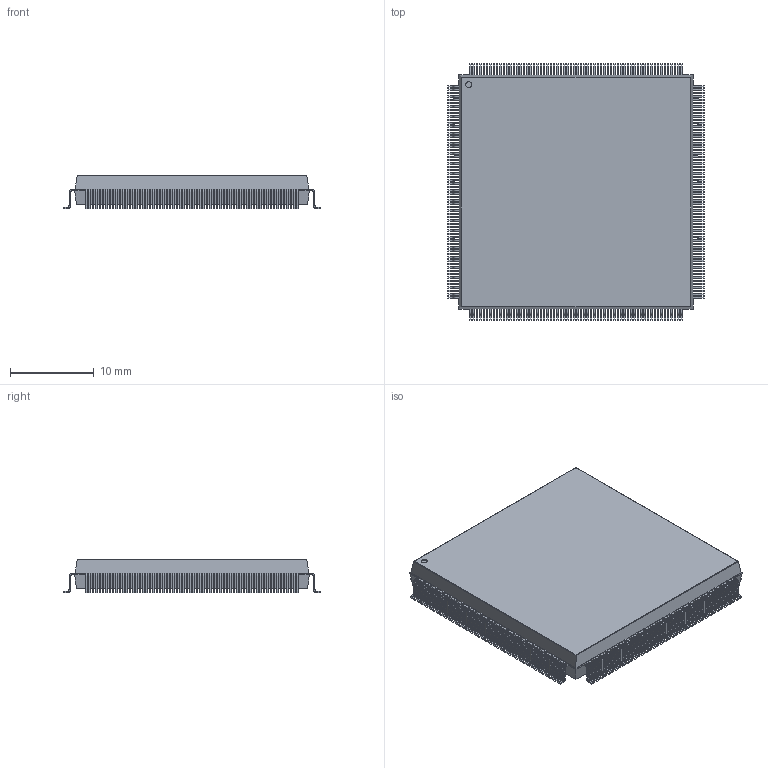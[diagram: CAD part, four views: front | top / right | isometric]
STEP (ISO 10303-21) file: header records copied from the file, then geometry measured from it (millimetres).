
FILE_DESCRIPTION(/* description */ ('model of PQFP-256_28x28mm_P0.4mm'),/* implementation_level */ '2;1');
FILE_NAME(/* name */ 'PQFP-256_28x28mm_P0.4mm.step',/* time_stamp */ '2017-12-17T21:56:53',/* author */ ('kicad StepUp','ksu'),/* organization */ ('FreeCAD'),/* preprocessor_version */ 'OCC',/* originating_system */ 'kicad StepUp',/* authorisation */ '');
FILE_SCHEMA(('AUTOMOTIVE_DESIGN { 1 0 10303 214 1 1 1 1 }'));
Products named in the file (1): PQFP_256_28x28mm_P04mm
Bounding box: 30.6 x 30.6 x 4 mm (x, y, z)
Volume: 2711.9 mm3; surface area: 2483.3 mm2
Topology: 1 solids, 1 shells, 3864 faces, 10543 edges, 6682 vertices
Faces by surface type: plane 2567, cylinder 1025, bspline 272
Full cylindrical faces by diameter (mm): 0.7 x1
Entity records: 148751 total; most frequent: CARTESIAN_POINT 23518, ORIENTED_EDGE 21086, DIRECTION 19751, EDGE_CURVE 10543, LINE 8465, VECTOR 8465, VERTEX_POINT 6682, AXIS2_PLACEMENT_3D 5643
